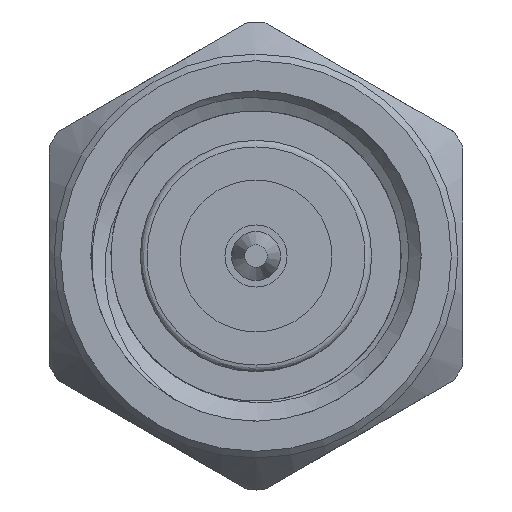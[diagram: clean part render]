
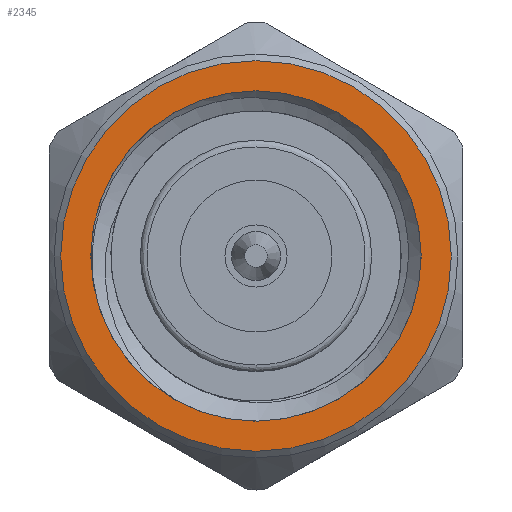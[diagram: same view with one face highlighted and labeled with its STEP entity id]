
A CAD part, left-side view. The second image highlights one B-rep face of the part: STEP entity #2345.
In plain terms, the highlighted planar face has unit normal (-1, 0, 0).
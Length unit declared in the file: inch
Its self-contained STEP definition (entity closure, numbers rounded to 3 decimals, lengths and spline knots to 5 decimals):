
#61 = DIRECTION ( 'NONE',  ( 1., 0., 0. ) ) ;
#132 = DIRECTION ( 'NONE',  ( 1., 0., 0. ) ) ;
#225 = DIRECTION ( 'NONE',  ( 0., 0., 1. ) ) ;
#424 = EDGE_CURVE ( 'NONE', #1797, #1797, #3311, .T. ) ;
#573 = EDGE_CURVE ( 'NONE', #2382, #2382, #1773, .T. ) ;
#592 = ORIENTED_EDGE ( 'NONE', *, *, #424, .F. ) ;
#993 = DIRECTION ( 'NONE',  ( 0., 0., -1. ) ) ;
#1104 = AXIS2_PLACEMENT_3D ( 'NONE', #1262, #132, #993 ) ;
#1172 = CARTESIAN_POINT ( 'NONE',  ( 0., 0., 0. ) ) ;
#1262 = CARTESIAN_POINT ( 'NONE',  ( 0., 0., 0. ) ) ;
#1349 = CARTESIAN_POINT ( 'NONE',  ( 0., 0., 0. ) ) ;
#1492 = PLANE ( 'NONE',  #2462 ) ;
#1636 = EDGE_LOOP ( 'NONE', ( #592 ) ) ;
#1697 = AXIS2_PLACEMENT_3D ( 'NONE', #1349, #3593, #225 ) ;
#1773 = CIRCLE ( 'NONE', #1697, 0.125 ) ;
#1797 = VERTEX_POINT ( 'NONE', #2149 ) ;
#2034 = DIRECTION ( 'NONE',  ( 0., 0., -1. ) ) ;
#2149 = CARTESIAN_POINT ( 'NONE',  ( 0., 0., -0.14779 ) ) ;
#2237 = EDGE_LOOP ( 'NONE', ( #3214 ) ) ;
#2345 = ADVANCED_FACE ( 'NONE', ( #2566, #3005 ), #1492, .F. ) ;
#2382 = VERTEX_POINT ( 'NONE', #3525 ) ;
#2462 = AXIS2_PLACEMENT_3D ( 'NONE', #1172, #61, #2034 ) ;
#2566 = FACE_OUTER_BOUND ( 'NONE', #1636, .T. ) ;
#3005 = FACE_BOUND ( 'NONE', #2237, .T. ) ;
#3214 = ORIENTED_EDGE ( 'NONE', *, *, #573, .T. ) ;
#3311 = CIRCLE ( 'NONE', #1104, 0.14779 ) ;
#3525 = CARTESIAN_POINT ( 'NONE',  ( 0., 0., 0.125 ) ) ;
#3593 = DIRECTION ( 'NONE',  ( 1., 0., 0. ) ) ;
